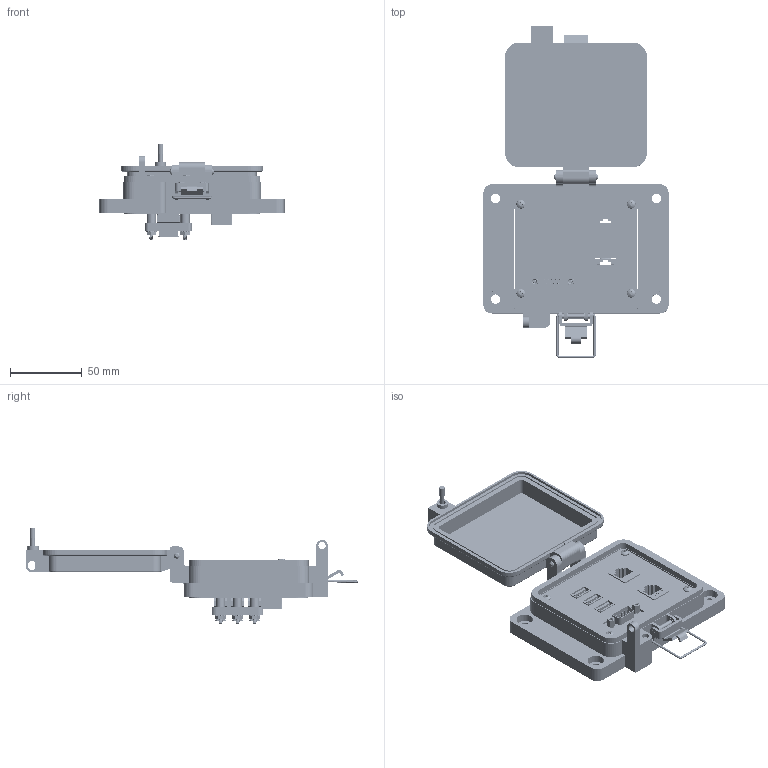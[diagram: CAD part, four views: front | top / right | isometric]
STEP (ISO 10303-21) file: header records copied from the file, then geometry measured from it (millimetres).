
FILE_DESCRIPTION (( 'STEP AP203' ), '1' );
FILE_NAME ('P-P22#3Q9R62#2-K3RX_3D.STEP', '2020-07-17T15:46:35', ( '' ), ( '' ), 'SwSTEP 2.0', 'SolidWorks 2019', '' );
FILE_SCHEMA (( 'CONFIG_CONTROL_DESIGN' ));
Length unit declared in the file: millimetre
Products named in the file (22): P-P22#3Q9R62#2-K3RX_TP060_1; Z-BULK-DB9MF; Z-002-4401_4HN_90675A005; -K3; Z-H-K3_B; R62; Z-001-SPR3_16HX; P-P22#3Q9R62#2-K3RX_BP240_1; Z-000-440112FH_90273A119; Z-000-4243316TFP; P22; Z-001-SPR_3_4; Z-300-RJ45CAT6; P-P22#3Q9R62#2-K3RX_TP240_3; Q9; Z-300-USB-A-FF; 92005A124_METRIC PAN HEAD PHILLIPS MACHINE SCREW_92005A124; P-P22#3Q9R62#2-K3RX_3D; P-P22#3Q9R62#2-K3RX_FP060_1
Assembly tree (47 placements, depth 3):
  P-P22#3Q9R62#2-K3RX_3D
    P-P22#3Q9R62#2-K3RX_BP240_1
    P-P22#3Q9R62#2-K3RX_TP060_1
    Z-000-4243316TFP  x5
    P22
      Z-300-USB-A-FF
    P22
      Z-300-USB-A-FF
    P22
      Z-300-USB-A-FF
    P-P22#3Q9R62#2-K3RX_TP240_3
    Z-000-440112FH_90273A119  x6
    Z-002-4401_4HN_90675A005  x6
    Z-001-SPR_3_4  x6
    Q9
      Z-BULK-DB9MF
      Z-001-SPR3_16HX  x2
    P-P22#3Q9R62#2-K3RX_FP060_1
    R62
      Z-300-RJ45CAT6
    R62
      Z-300-RJ45CAT6
    -K3
      Z-H-K3_B
    92005A124_METRIC PAN HEAD PHILLIPS MACHINE SCREW_92005A124  x4
Bounding box: 129 x 231.18 x 66.5 mm (x, y, z)
Volume: 203089 mm3; surface area: 145145 mm2
Topology: 53 solids, 53 shells, 6142 faces, 17232 edges, 11300 vertices
Faces by surface type: cylinder 2739, plane 2260, bspline 630, cone 407, sphere 56, torus 50
Entity records: 98676 total; most frequent: CARTESIAN_POINT 34879, ORIENTED_EDGE 13872, DIRECTION 10931, EDGE_CURVE 6936, VERTEX_POINT 4551, LINE 4063, VECTOR 4063, AXIS2_PLACEMENT_3D 3434
